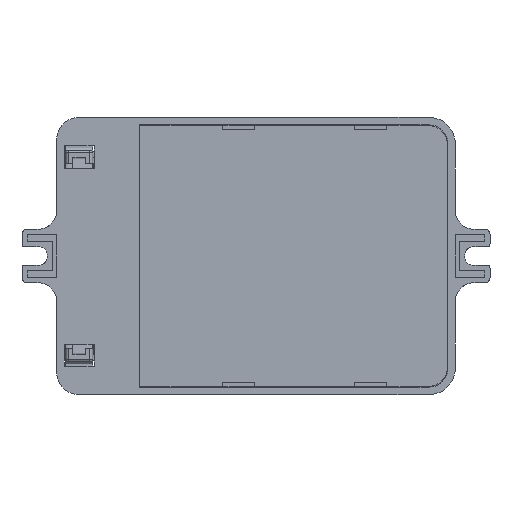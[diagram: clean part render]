
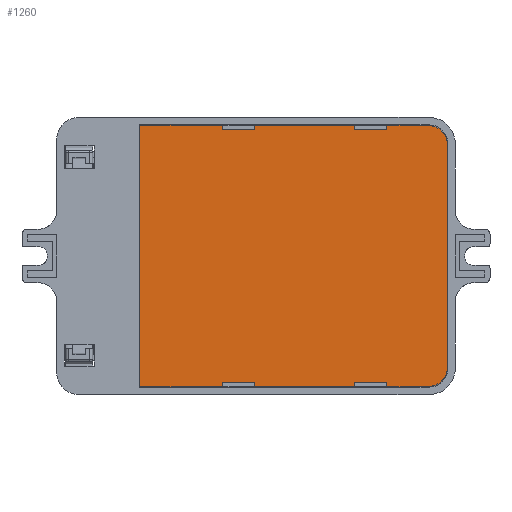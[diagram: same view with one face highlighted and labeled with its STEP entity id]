
A CAD part, front view. The second image highlights one B-rep face of the part: STEP entity #1260.
In plain terms, the highlighted planar face has unit normal (0, -1, 0).
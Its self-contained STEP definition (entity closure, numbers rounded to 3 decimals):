
#1=DIRECTION('',(0.,0.,1.));
#2=VECTOR('',#1,0.8);
#3=CARTESIAN_POINT('',(-6.7,0.,-24.4));
#4=LINE('',#3,#2);
#5=DIRECTION('',(-1.,0.,0.));
#6=VECTOR('',#5,6.);
#7=CARTESIAN_POINT('',(-6.7,0.,-23.6));
#8=LINE('',#7,#6);
#9=DIRECTION('',(-1.,0.,0.));
#10=VECTOR('',#9,15.5);
#11=CARTESIAN_POINT('',(-12.7,0.,-24.4));
#12=LINE('',#11,#10);
#13=DIRECTION('',(0.,0.,1.));
#14=VECTOR('',#13,48.8);
#15=CARTESIAN_POINT('',(-28.2,0.,-24.4));
#16=LINE('',#15,#14);
#17=DIRECTION('',(1.,0.,0.));
#18=VECTOR('',#17,15.5);
#19=CARTESIAN_POINT('',(-28.2,0.,24.4));
#20=LINE('',#19,#18);
#21=DIRECTION('',(0.,0.,-1.));
#22=VECTOR('',#21,0.8);
#23=CARTESIAN_POINT('',(-12.7,0.,24.4));
#24=LINE('',#23,#22);
#25=DIRECTION('',(1.,0.,0.));
#26=VECTOR('',#25,6.);
#27=CARTESIAN_POINT('',(-12.7,0.,23.6));
#28=LINE('',#27,#26);
#29=DIRECTION('',(1.,0.,0.));
#30=VECTOR('',#29,18.7);
#31=CARTESIAN_POINT('',(-6.7,0.,24.4));
#32=LINE('',#31,#30);
#33=DIRECTION('',(0.,0.,-1.));
#34=VECTOR('',#33,0.8);
#35=CARTESIAN_POINT('',(12.,0.,24.4));
#36=LINE('',#35,#34);
#37=DIRECTION('',(1.,0.,0.));
#38=VECTOR('',#37,6.);
#39=CARTESIAN_POINT('',(12.,0.,23.6));
#40=LINE('',#39,#38);
#41=DIRECTION('',(1.,0.,0.));
#42=VECTOR('',#41,7.8);
#43=CARTESIAN_POINT('',(18.,0.,24.4));
#44=LINE('',#43,#42);
#45=CARTESIAN_POINT('',(25.8,0.,20.9));
#46=DIRECTION('',(0.,1.,0.));
#47=DIRECTION('',(0.,0.,1.));
#48=AXIS2_PLACEMENT_3D('',#45,#46,#47);
#50=DIRECTION('',(0.,0.,-1.));
#51=VECTOR('',#50,41.8);
#52=CARTESIAN_POINT('',(29.3,0.,20.9));
#53=LINE('',#52,#51);
#54=CARTESIAN_POINT('',(25.8,0.,-20.9));
#55=DIRECTION('',(0.,1.,0.));
#56=DIRECTION('',(1.,0.,0.));
#57=AXIS2_PLACEMENT_3D('',#54,#55,#56);
#59=DIRECTION('',(-1.,0.,0.));
#60=VECTOR('',#59,7.8);
#61=CARTESIAN_POINT('',(25.8,0.,-24.4));
#62=LINE('',#61,#60);
#63=DIRECTION('',(0.,0.,1.));
#64=VECTOR('',#63,0.8);
#65=CARTESIAN_POINT('',(18.,0.,-24.4));
#66=LINE('',#65,#64);
#67=DIRECTION('',(-1.,0.,0.));
#68=VECTOR('',#67,6.);
#69=CARTESIAN_POINT('',(18.,0.,-23.6));
#70=LINE('',#69,#68);
#71=DIRECTION('',(-1.,0.,0.));
#72=VECTOR('',#71,18.7);
#73=CARTESIAN_POINT('',(12.,0.,-24.4));
#74=LINE('',#73,#72);
#139=DIRECTION('',(0.,0.,1.));
#140=VECTOR('',#139,0.8);
#141=CARTESIAN_POINT('',(-12.7,0.,-24.4));
#142=LINE('',#141,#140);
#163=DIRECTION('',(0.,0.,1.));
#164=VECTOR('',#163,0.8);
#165=CARTESIAN_POINT('',(12.,0.,-24.4));
#166=LINE('',#165,#164);
#335=DIRECTION('',(0.,0.,-1.));
#336=VECTOR('',#335,0.8);
#337=CARTESIAN_POINT('',(18.,0.,24.4));
#338=LINE('',#337,#336);
#367=DIRECTION('',(0.,0.,-1.));
#368=VECTOR('',#367,0.8);
#369=CARTESIAN_POINT('',(-6.7,0.,24.4));
#370=LINE('',#369,#368);
#921=CARTESIAN_POINT('',(-6.7,0.,-24.4));
#922=CARTESIAN_POINT('',(-6.7,0.,-23.6));
#923=VERTEX_POINT('',#921);
#924=VERTEX_POINT('',#922);
#925=CARTESIAN_POINT('',(-12.7,0.,-23.6));
#926=VERTEX_POINT('',#925);
#927=CARTESIAN_POINT('',(-12.7,0.,-24.4));
#928=VERTEX_POINT('',#927);
#929=CARTESIAN_POINT('',(-28.2,0.,-24.4));
#930=VERTEX_POINT('',#929);
#931=CARTESIAN_POINT('',(-28.2,0.,24.4));
#932=VERTEX_POINT('',#931);
#933=CARTESIAN_POINT('',(-12.7,0.,24.4));
#934=VERTEX_POINT('',#933);
#935=CARTESIAN_POINT('',(-12.7,0.,23.6));
#936=VERTEX_POINT('',#935);
#937=CARTESIAN_POINT('',(-6.7,0.,23.6));
#938=VERTEX_POINT('',#937);
#939=CARTESIAN_POINT('',(-6.7,0.,24.4));
#940=VERTEX_POINT('',#939);
#941=CARTESIAN_POINT('',(12.,0.,24.4));
#942=VERTEX_POINT('',#941);
#943=CARTESIAN_POINT('',(12.,0.,23.6));
#944=VERTEX_POINT('',#943);
#945=CARTESIAN_POINT('',(18.,0.,23.6));
#946=VERTEX_POINT('',#945);
#947=CARTESIAN_POINT('',(18.,0.,24.4));
#948=VERTEX_POINT('',#947);
#949=CARTESIAN_POINT('',(25.8,0.,24.4));
#950=VERTEX_POINT('',#949);
#951=CARTESIAN_POINT('',(29.3,0.,20.9));
#952=VERTEX_POINT('',#951);
#953=CARTESIAN_POINT('',(29.3,0.,-20.9));
#954=VERTEX_POINT('',#953);
#955=CARTESIAN_POINT('',(25.8,0.,-24.4));
#956=VERTEX_POINT('',#955);
#957=CARTESIAN_POINT('',(18.,0.,-24.4));
#958=VERTEX_POINT('',#957);
#959=CARTESIAN_POINT('',(18.,0.,-23.6));
#960=VERTEX_POINT('',#959);
#961=CARTESIAN_POINT('',(12.,0.,-23.6));
#962=VERTEX_POINT('',#961);
#963=CARTESIAN_POINT('',(12.,0.,-24.4));
#964=VERTEX_POINT('',#963);
#1209=CARTESIAN_POINT('',(0.,0.,0.));
#1210=DIRECTION('',(0.,1.,0.));
#1211=DIRECTION('',(1.,0.,0.));
#1212=AXIS2_PLACEMENT_3D('',#1209,#1210,#1211);
#1213=PLANE('',#1212);
#1215=ORIENTED_EDGE('',*,*,#1214,.T.);
#1217=ORIENTED_EDGE('',*,*,#1216,.T.);
#1219=ORIENTED_EDGE('',*,*,#1218,.F.);
#1221=ORIENTED_EDGE('',*,*,#1220,.T.);
#1223=ORIENTED_EDGE('',*,*,#1222,.T.);
#1225=ORIENTED_EDGE('',*,*,#1224,.T.);
#1227=ORIENTED_EDGE('',*,*,#1226,.T.);
#1229=ORIENTED_EDGE('',*,*,#1228,.T.);
#1231=ORIENTED_EDGE('',*,*,#1230,.F.);
#1233=ORIENTED_EDGE('',*,*,#1232,.T.);
#1235=ORIENTED_EDGE('',*,*,#1234,.T.);
#1237=ORIENTED_EDGE('',*,*,#1236,.T.);
#1239=ORIENTED_EDGE('',*,*,#1238,.F.);
#1241=ORIENTED_EDGE('',*,*,#1240,.T.);
#1243=ORIENTED_EDGE('',*,*,#1242,.T.);
#1245=ORIENTED_EDGE('',*,*,#1244,.T.);
#1247=ORIENTED_EDGE('',*,*,#1246,.T.);
#1249=ORIENTED_EDGE('',*,*,#1248,.T.);
#1251=ORIENTED_EDGE('',*,*,#1250,.T.);
#1253=ORIENTED_EDGE('',*,*,#1252,.T.);
#1255=ORIENTED_EDGE('',*,*,#1254,.F.);
#1257=ORIENTED_EDGE('',*,*,#1256,.T.);
#1258=EDGE_LOOP('',(#1215,#1217,#1219,#1221,#1223,#1225,#1227,#1229,#1231,#1233,
#1235,#1237,#1239,#1241,#1243,#1245,#1247,#1249,#1251,#1253,#1255,#1257));
#1259=FACE_OUTER_BOUND('',#1258,.F.);
#1260=ADVANCED_FACE('',(#1259),#1213,.F.);
#49=CIRCLE('',#48,3.5);
#58=CIRCLE('',#57,3.5);
#1214=EDGE_CURVE('',#923,#924,#4,.T.);
#1216=EDGE_CURVE('',#924,#926,#8,.T.);
#1218=EDGE_CURVE('',#928,#926,#142,.T.);
#1220=EDGE_CURVE('',#928,#930,#12,.T.);
#1222=EDGE_CURVE('',#930,#932,#16,.T.);
#1224=EDGE_CURVE('',#932,#934,#20,.T.);
#1226=EDGE_CURVE('',#934,#936,#24,.T.);
#1228=EDGE_CURVE('',#936,#938,#28,.T.);
#1230=EDGE_CURVE('',#940,#938,#370,.T.);
#1232=EDGE_CURVE('',#940,#942,#32,.T.);
#1234=EDGE_CURVE('',#942,#944,#36,.T.);
#1236=EDGE_CURVE('',#944,#946,#40,.T.);
#1238=EDGE_CURVE('',#948,#946,#338,.T.);
#1240=EDGE_CURVE('',#948,#950,#44,.T.);
#1242=EDGE_CURVE('',#950,#952,#49,.T.);
#1244=EDGE_CURVE('',#952,#954,#53,.T.);
#1246=EDGE_CURVE('',#954,#956,#58,.T.);
#1248=EDGE_CURVE('',#956,#958,#62,.T.);
#1250=EDGE_CURVE('',#958,#960,#66,.T.);
#1252=EDGE_CURVE('',#960,#962,#70,.T.);
#1254=EDGE_CURVE('',#964,#962,#166,.T.);
#1256=EDGE_CURVE('',#964,#923,#74,.T.);
